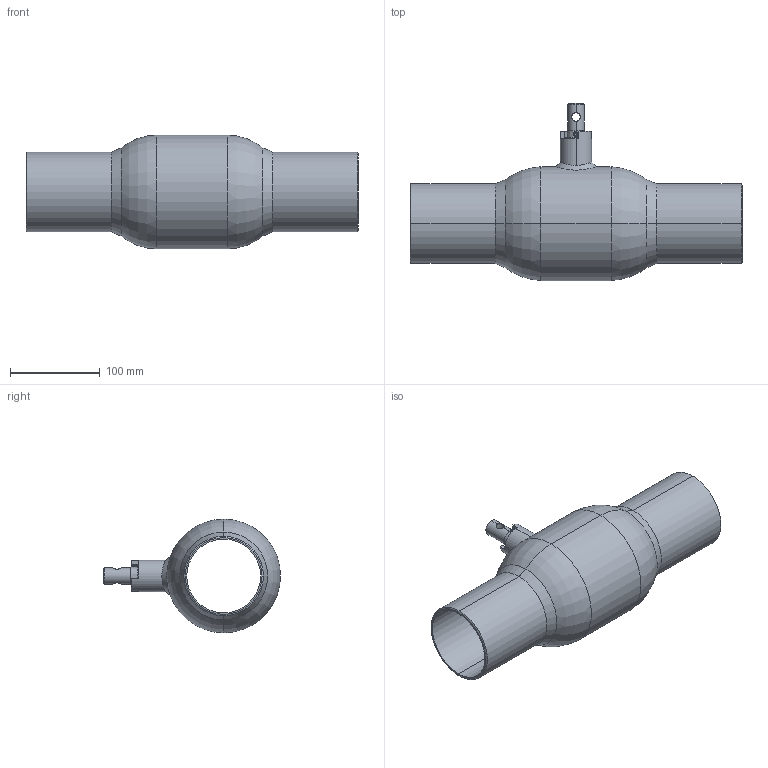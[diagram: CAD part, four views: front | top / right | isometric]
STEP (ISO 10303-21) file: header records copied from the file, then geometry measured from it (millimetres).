
FILE_DESCRIPTION (( 'STEP AP214' ), '1' );
FILE_NAME ('67102080.STEP', '2010-10-11T07:57:02', ( 'BROEN A/S' ), ( 'BROEN A/S' ), 'SwSTEP 2.0', 'SolidWorks 2009', '' );
FILE_SCHEMA (( 'AUTOMOTIVE_DESIGN' ));
Length unit declared in the file: millimetre
Products named in the file (1): 67102080
Bounding box: 370.85 x 197.8 x 127 mm (x, y, z)
Surface area: 203624.5 mm2 (no closed solid volume)
Topology: 0 solids, 10 shells, 80 faces, 206 edges, 128 vertices
Faces by surface type: cone 37, cylinder 20, plane 17, torus 4, bspline 2
Entity records: 5142 total; most frequent: CARTESIAN_POINT 2299, DIRECTION 434, ORIENTED_EDGE 370, EDGE_CURVE 206, AXIS2_PLACEMENT_3D 177, VERTEX_POINT 128, CIRCLE 98, EDGE_LOOP 83
